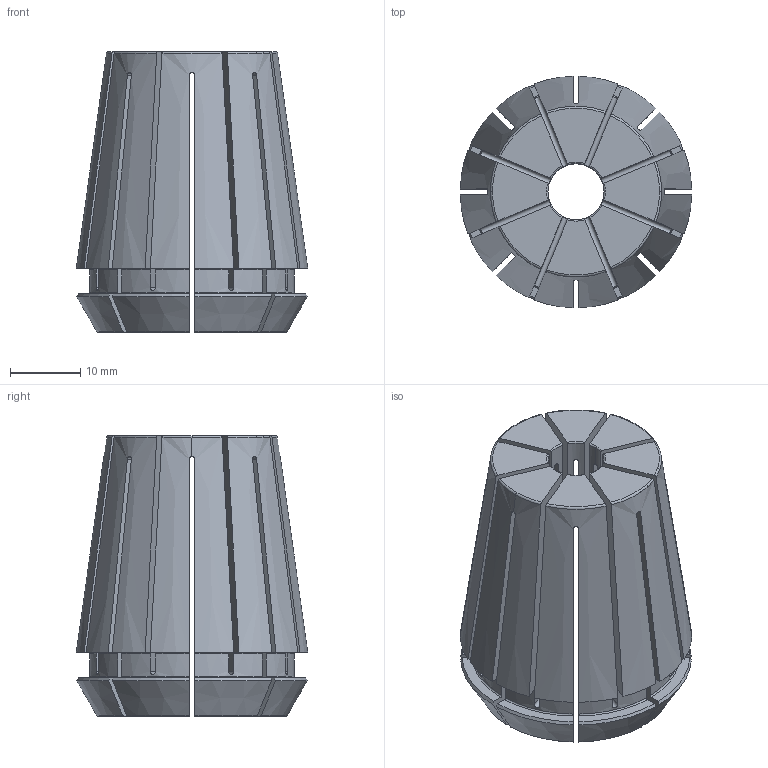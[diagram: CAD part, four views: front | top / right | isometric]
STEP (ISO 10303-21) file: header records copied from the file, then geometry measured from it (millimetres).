
FILE_DESCRIPTION(('HOOPS Exchange Step'),'2;1');
FILE_NAME('export-3935ACDF-2B68-4E59-9250-A67ADA16FDA7.stp','2024-01-20T11:24:33+01:00',('Engineering'),('Alibre'),'HOOPS Exchange 2021.0','Alibre','Unknown authorisation');
FILE_SCHEMA( ('AP242_MANAGED_MODEL_BASED_3D_ENGINEERING_MIM_LF {1 0 10303 442 1 1 4 }') );
Length unit declared in the file: millimetre
Products named in the file (1): 6518 Single ER 32-UP Collet 8.00mm ULTRA Precision Swiss Quality
Bounding box: 32.99 x 32.99 x 40 mm (x, y, z)
Volume: 19661.3 mm3; surface area: 16943 mm2
Topology: 1 solids, 1 shells, 184 faces, 548 edges, 364 vertices
Faces by surface type: plane 72, torus 60, cylinder 26, cone 26
Entity records: 6573 total; most frequent: CARTESIAN_POINT 1779, ORIENTED_EDGE 1096, DIRECTION 910, EDGE_CURVE 548, VERTEX_POINT 364, AXIS2_PLACEMENT_3D 357, VECTOR 196, LINE 196
